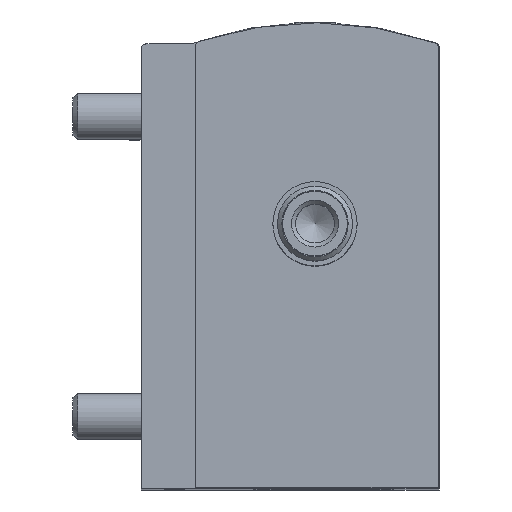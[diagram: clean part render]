
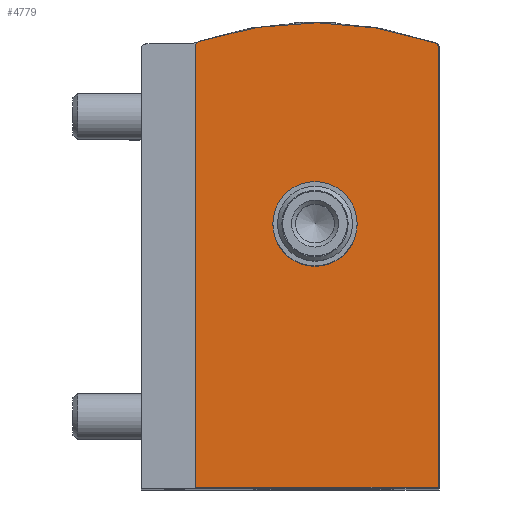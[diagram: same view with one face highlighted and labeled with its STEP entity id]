
A CAD part, top view. The second image highlights one B-rep face of the part: STEP entity #4779.
In plain terms, the highlighted planar face has unit normal (0, 0, 1).
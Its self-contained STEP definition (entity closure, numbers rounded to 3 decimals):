
#85=PLANE('',#5081);
#324=LINE('',#6815,#646);
#326=LINE('',#6819,#648);
#328=LINE('',#6823,#650);
#646=VECTOR('',#5639,1000.);
#648=VECTOR('',#5643,1000.);
#650=VECTOR('',#5647,1000.);
#1078=ORIENTED_EDGE('',*,*,#2021,.T.);
#1079=ORIENTED_EDGE('',*,*,#2013,.T.);
#1080=ORIENTED_EDGE('',*,*,#2015,.T.);
#1081=ORIENTED_EDGE('',*,*,#2017,.T.);
#1082=ORIENTED_EDGE('',*,*,#2019,.T.);
#1083=ORIENTED_EDGE('',*,*,#2020,.T.);
#1084=ORIENTED_EDGE('',*,*,#1867,.T.);
#1867=EDGE_CURVE('',#2360,#2359,#2686,.T.);
#2013=EDGE_CURVE('',#2359,#2490,#2741,.T.);
#2015=EDGE_CURVE('',#2490,#2491,#324,.T.);
#2017=EDGE_CURVE('',#2491,#2492,#326,.T.);
#2019=EDGE_CURVE('',#2492,#2493,#328,.T.);
#2020=EDGE_CURVE('',#2493,#2360,#2742,.T.);
#2021=EDGE_CURVE('',#2494,#2494,#2743,.T.);
#2359=VERTEX_POINT('',#6519);
#2360=VERTEX_POINT('',#6521);
#2490=VERTEX_POINT('',#6810);
#2491=VERTEX_POINT('',#6814);
#2492=VERTEX_POINT('',#6818);
#2493=VERTEX_POINT('',#6822);
#2494=VERTEX_POINT('',#6828);
#2686=CIRCLE('',#5006,39.5);
#2741=CIRCLE('',#5075,0.5);
#2742=CIRCLE('',#5080,0.5);
#2743=CIRCLE('',#5082,4.5);
#2877=EDGE_LOOP('',(#1078));
#2878=EDGE_LOOP('',(#1079,#1080,#1081,#1082,#1083,#1084));
#3170=FACE_BOUND('',#2877,.T.);
#3171=FACE_BOUND('',#2878,.T.);
#4779=ADVANCED_FACE('',(#3170,#3171),#85,.T.);
#5006=AXIS2_PLACEMENT_3D('',#6520,#5405,#5406);
#5075=AXIS2_PLACEMENT_3D('',#6811,#5634,#5635);
#5080=AXIS2_PLACEMENT_3D('',#6825,#5650,#5651);
#5081=AXIS2_PLACEMENT_3D('',#6826,#5652,#5653);
#5082=AXIS2_PLACEMENT_3D('',#6827,#5654,#5655);
#5405=DIRECTION('',(0.,0.,1.));
#5406=DIRECTION('',(1.,0.,0.));
#5634=DIRECTION('',(0.,0.,1.));
#5635=DIRECTION('',(1.,0.,0.));
#5639=DIRECTION('',(0.,-1.,0.));
#5643=DIRECTION('',(1.,0.,0.));
#5647=DIRECTION('',(0.,1.,0.));
#5650=DIRECTION('',(0.,0.,1.));
#5651=DIRECTION('',(1.,0.,0.));
#5652=DIRECTION('',(0.,0.,1.));
#5653=DIRECTION('',(1.,0.,0.));
#5654=DIRECTION('',(0.,0.,-1.));
#5655=DIRECTION('',(-1.,0.,0.));
#6519=CARTESIAN_POINT('',(-12.407,47.701,69.6));
#6520=CARTESIAN_POINT('',(0.,10.2,69.6));
#6521=CARTESIAN_POINT('',(12.812,47.564,69.6));
#6810=CARTESIAN_POINT('',(-12.75,47.226,69.6));
#6811=CARTESIAN_POINT('',(-12.25,47.226,69.6));
#6814=CARTESIAN_POINT('',(-12.75,0.1,69.6));
#6815=CARTESIAN_POINT('',(-12.75,47.226,69.6));
#6818=CARTESIAN_POINT('',(13.15,0.1,69.6));
#6819=CARTESIAN_POINT('',(-12.75,0.1,69.6));
#6822=CARTESIAN_POINT('',(13.15,47.091,69.6));
#6823=CARTESIAN_POINT('',(13.15,0.1,69.6));
#6825=CARTESIAN_POINT('',(12.65,47.091,69.6));
#6826=CARTESIAN_POINT('',(-12.25,47.226,69.6));
#6827=CARTESIAN_POINT('',(0.,28.2,69.6));
#6828=CARTESIAN_POINT('',(-4.5,28.2,69.6));
